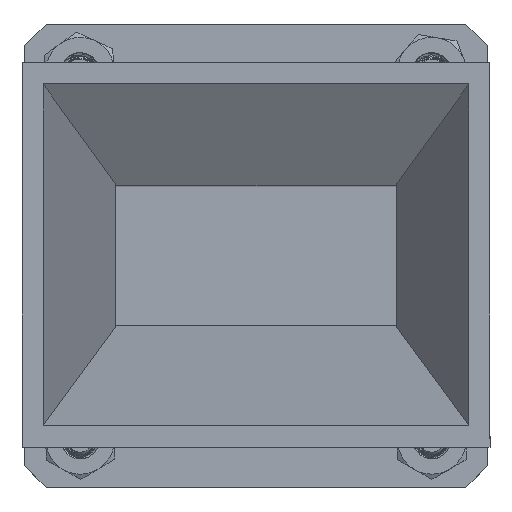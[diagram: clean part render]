
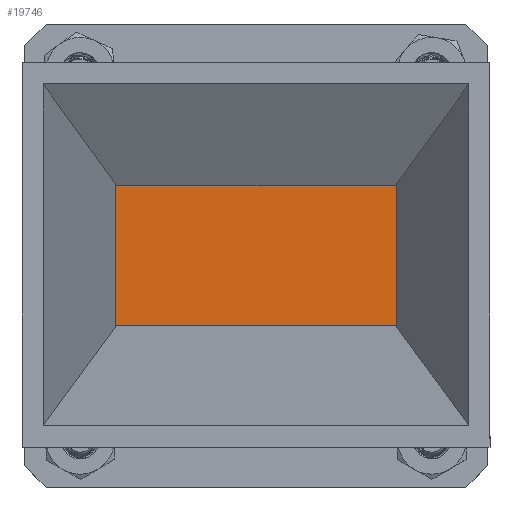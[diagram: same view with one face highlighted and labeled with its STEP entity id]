
A CAD part, top view. The second image highlights one B-rep face of the part: STEP entity #19746.
In plain terms, the highlighted face is planar.
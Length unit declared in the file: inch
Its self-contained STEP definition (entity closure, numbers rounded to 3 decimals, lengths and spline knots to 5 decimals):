
#131 = CARTESIAN_POINT ( 'NONE',  ( 1.375, 0.255, -0.51 ) ) ;
#349 = EDGE_CURVE ( 'NONE', #6235, #31874, #18411, .T. ) ;
#945 = DIRECTION ( 'NONE',  ( 0., 0., 1. ) ) ;
#1114 = CARTESIAN_POINT ( 'NONE',  ( 1.375, 0., 0. ) ) ;
#1204 = LINE ( 'NONE', #1515, #16363 ) ;
#1496 = LINE ( 'NONE', #21840, #22798 ) ;
#1515 = CARTESIAN_POINT ( 'NONE',  ( 1.375, 0.255, -0.51 ) ) ;
#3789 = ORIENTED_EDGE ( 'NONE', *, *, #4051, .T. ) ;
#4051 = EDGE_CURVE ( 'NONE', #31874, #9771, #1204, .T. ) ;
#6235 = VERTEX_POINT ( 'NONE', #32027 ) ;
#6241 = CARTESIAN_POINT ( 'NONE',  ( 1.375, -0.255, -0.51 ) ) ;
#6411 = LINE ( 'NONE', #6241, #28625 ) ;
#7016 = EDGE_LOOP ( 'NONE', ( #23100, #15230, #21143, #3789 ) ) ;
#8599 = FACE_OUTER_BOUND ( 'NONE', #7016, .T. ) ;
#9771 = VERTEX_POINT ( 'NONE', #131 ) ;
#15027 = CARTESIAN_POINT ( 'NONE',  ( 1.375, -0.255, -0.51 ) ) ;
#15044 = EDGE_CURVE ( 'NONE', #9771, #31151, #1496, .T. ) ;
#15230 = ORIENTED_EDGE ( 'NONE', *, *, #17549, .T. ) ;
#16363 = VECTOR ( 'NONE', #29683, 39.37008 ) ;
#17549 = EDGE_CURVE ( 'NONE', #31151, #6235, #6411, .T. ) ;
#18411 = LINE ( 'NONE', #28570, #28040 ) ;
#19746 = ADVANCED_FACE ( 'NONE', ( #8599 ), #31621, .T. ) ;
#21143 = ORIENTED_EDGE ( 'NONE', *, *, #349, .T. ) ;
#21840 = CARTESIAN_POINT ( 'NONE',  ( 1.375, 0.255, -0.51 ) ) ;
#22798 = VECTOR ( 'NONE', #32010, 39.37008 ) ;
#23055 = CARTESIAN_POINT ( 'NONE',  ( 1.375, 0.255, 0.51 ) ) ;
#23100 = ORIENTED_EDGE ( 'NONE', *, *, #15044, .T. ) ;
#23550 = DIRECTION ( 'NONE',  ( 0., 1., 0. ) ) ;
#23837 = AXIS2_PLACEMENT_3D ( 'NONE', #1114, #24434, #945 ) ;
#24434 = DIRECTION ( 'NONE',  ( -1., 0., 0. ) ) ;
#28040 = VECTOR ( 'NONE', #23550, 39.37008 ) ;
#28570 = CARTESIAN_POINT ( 'NONE',  ( 1.375, 0.255, 0.51 ) ) ;
#28625 = VECTOR ( 'NONE', #31764, 39.37008 ) ;
#29683 = DIRECTION ( 'NONE',  ( 0., 0., -1. ) ) ;
#31151 = VERTEX_POINT ( 'NONE', #15027 ) ;
#31621 = PLANE ( 'NONE',  #23837 ) ;
#31764 = DIRECTION ( 'NONE',  ( 0., 0., 1. ) ) ;
#31874 = VERTEX_POINT ( 'NONE', #23055 ) ;
#32010 = DIRECTION ( 'NONE',  ( 0., -1., 0. ) ) ;
#32027 = CARTESIAN_POINT ( 'NONE',  ( 1.375, -0.255, 0.51 ) ) ;
